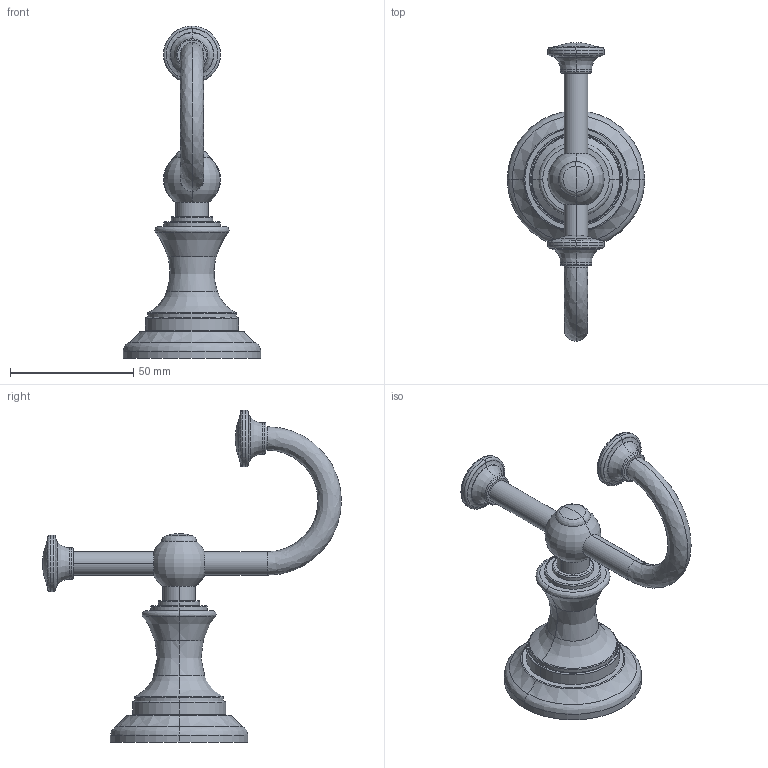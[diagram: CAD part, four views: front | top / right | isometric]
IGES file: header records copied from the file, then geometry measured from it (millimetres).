
Start section:  PTC IGES file: 35-13.igs
Global section: file name: 35-13.igs; native system: Creo Parametric by PTC Inc.; preprocessor: 2018400; author: jinson.thomas; organization: Unknown; date: 20211028.101444; units: inch
Bounding box: 55.88 x 121.48 x 134.92 mm (x, y, z)
Volume: 69270.9 mm3; surface area: 18324.1 mm2
Topology: 1 solids, 1 shells, 104 faces, 218 edges, 121 vertices
Faces by surface type: revolution 92, bspline 12
